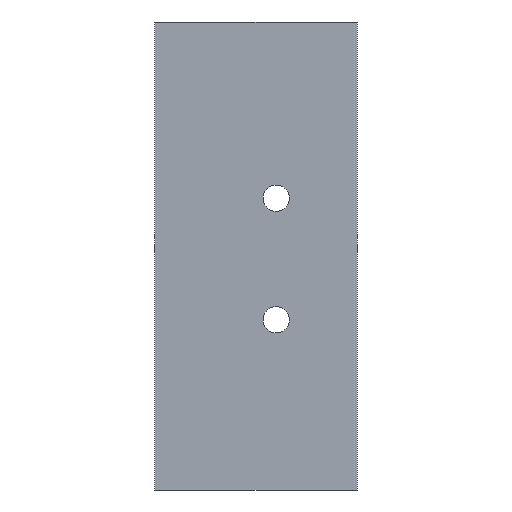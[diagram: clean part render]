
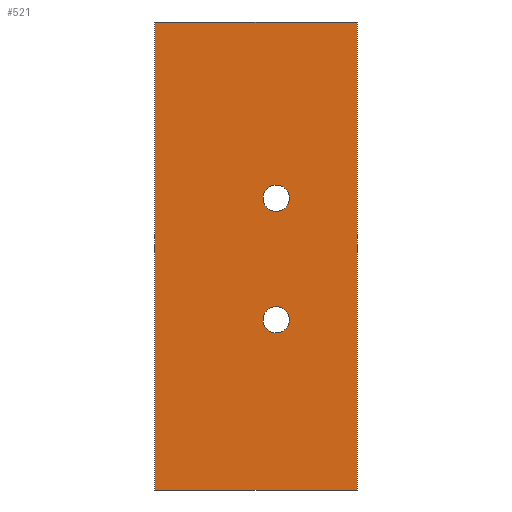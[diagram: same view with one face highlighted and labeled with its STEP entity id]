
A CAD part, front view. The second image highlights one B-rep face of the part: STEP entity #521.
In plain terms, the highlighted planar face has unit normal (0, -1, 0).
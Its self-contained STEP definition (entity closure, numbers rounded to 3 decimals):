
#26=FACE_BOUND('',#135,.T.);
#27=FACE_BOUND('',#136,.T.);
#52=PLANE('',#614);
#87=FACE_OUTER_BOUND('',#134,.T.);
#134=EDGE_LOOP('',(#457,#458,#459,#460));
#135=EDGE_LOOP('',(#461));
#136=EDGE_LOOP('',(#462));
#158=LINE('',#917,#185);
#166=LINE('',#932,#193);
#167=LINE('',#934,#194);
#168=LINE('',#935,#195);
#185=VECTOR('',#771,10.);
#193=VECTOR('',#783,10.);
#194=VECTOR('',#786,10.);
#195=VECTOR('',#787,10.);
#211=CIRCLE('',#569,3.25);
#217=CIRCLE('',#578,3.25);
#248=VERTEX_POINT('',#836);
#254=VERTEX_POINT('',#853);
#272=VERTEX_POINT('',#914);
#273=VERTEX_POINT('',#916);
#277=VERTEX_POINT('',#928);
#278=VERTEX_POINT('',#930);
#299=EDGE_CURVE('',#248,#248,#211,.T.);
#307=EDGE_CURVE('',#254,#254,#217,.T.);
#333=EDGE_CURVE('',#272,#273,#158,.T.);
#341=EDGE_CURVE('',#277,#278,#166,.T.);
#342=EDGE_CURVE('',#272,#277,#167,.T.);
#343=EDGE_CURVE('',#273,#278,#168,.T.);
#457=ORIENTED_EDGE('',*,*,#342,.T.);
#458=ORIENTED_EDGE('',*,*,#341,.T.);
#459=ORIENTED_EDGE('',*,*,#343,.F.);
#460=ORIENTED_EDGE('',*,*,#333,.F.);
#461=ORIENTED_EDGE('',*,*,#299,.T.);
#462=ORIENTED_EDGE('',*,*,#307,.T.);
#521=ADVANCED_FACE('',(#87,#26,#27),#52,.T.);
#569=AXIS2_PLACEMENT_3D('',#838,#674,#675);
#578=AXIS2_PLACEMENT_3D('',#855,#694,#695);
#614=AXIS2_PLACEMENT_3D('',#933,#784,#785);
#674=DIRECTION('center_axis',(0.,1.,0.));
#675=DIRECTION('ref_axis',(1.,0.,0.));
#694=DIRECTION('center_axis',(0.,1.,0.));
#695=DIRECTION('ref_axis',(1.,0.,0.));
#771=DIRECTION('',(0.,0.,1.));
#783=DIRECTION('',(0.,0.,1.));
#784=DIRECTION('center_axis',(0.,-1.,0.));
#785=DIRECTION('ref_axis',(1.,0.,0.));
#786=DIRECTION('',(1.,0.,0.));
#787=DIRECTION('',(1.,0.,0.));
#836=CARTESIAN_POINT('',(26.75,0.,72.));
#838=CARTESIAN_POINT('Origin',(30.,0.,72.));
#853=CARTESIAN_POINT('',(26.75,0.,42.));
#855=CARTESIAN_POINT('Origin',(30.,0.,42.));
#914=CARTESIAN_POINT('',(0.,0.,0.));
#916=CARTESIAN_POINT('',(0.,0.,115.5));
#917=CARTESIAN_POINT('',(0.,0.,0.));
#928=CARTESIAN_POINT('',(50.,0.,0.));
#930=CARTESIAN_POINT('',(50.,0.,115.5));
#932=CARTESIAN_POINT('',(50.,0.,0.));
#933=CARTESIAN_POINT('Origin',(0.,0.,0.));
#934=CARTESIAN_POINT('',(0.,0.,0.));
#935=CARTESIAN_POINT('',(0.,0.,115.5));
